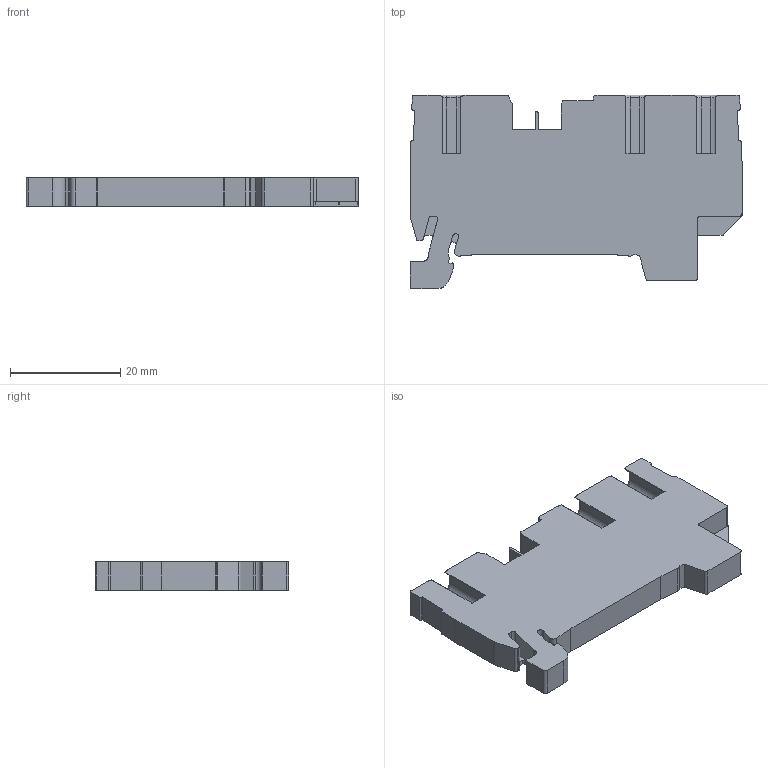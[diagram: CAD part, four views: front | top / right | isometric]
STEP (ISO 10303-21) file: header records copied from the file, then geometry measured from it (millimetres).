
FILE_DESCRIPTION((''),'2;1');
FILE_NAME('27009_PSL2-5_3A','2019-07-18T',('Christian Carl'),(''),'CREO PARAMETRIC BY PTC INC, 2016380','CREO PARAMETRIC BY PTC INC, 2016380','');
FILE_SCHEMA(('CONFIG_CONTROL_DESIGN'));
Length unit declared in the file: millimetre
Products named in the file (1): 27009_PSL2-5_3A
Bounding box: 60.35 x 35.2 x 5.1 mm (x, y, z)
Volume: 7130.8 mm3; surface area: 5818 mm2
Topology: 1 solids, 1 shells, 262 faces, 746 edges, 492 vertices
Faces by surface type: plane 170, cylinder 80, cone 12
Entity records: 8578 total; most frequent: CARTESIAN_POINT 1574, ORIENTED_EDGE 1492, DIRECTION 1430, EDGE_CURVE 746, VECTOR 554, LINE 554, VERTEX_POINT 492, AXIS2_PLACEMENT_3D 438
